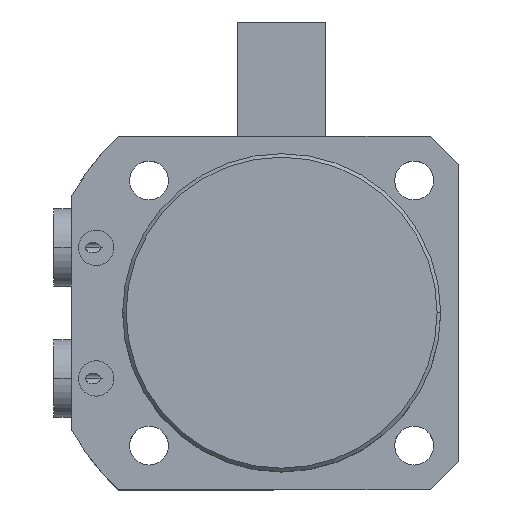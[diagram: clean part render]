
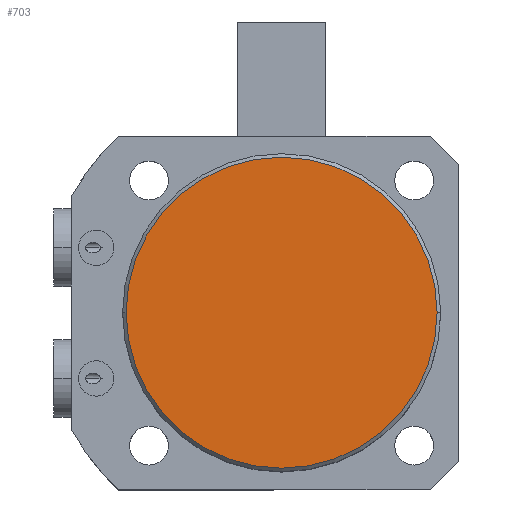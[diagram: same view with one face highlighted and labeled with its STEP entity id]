
A CAD part, top view. The second image highlights one B-rep face of the part: STEP entity #703.
In plain terms, the highlighted planar face has unit normal (0, 0, 1).
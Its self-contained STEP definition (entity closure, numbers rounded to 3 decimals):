
#15 = DIRECTION ( 'NONE',  ( 1., 0., 0. ) ) ;
#46 = DIRECTION ( 'NONE',  ( 0., 0., 1. ) ) ;
#72 = CARTESIAN_POINT ( 'NONE',  ( 0., 0., 81. ) ) ;
#703 = ADVANCED_FACE ( 'NONE', ( #8944 ), #8861, .T. ) ;
#1075 = DIRECTION ( 'NONE',  ( 1., 0., 0. ) ) ;
#1110 = DIRECTION ( 'NONE',  ( 0., 0., 1. ) ) ;
#1158 = CARTESIAN_POINT ( 'NONE',  ( 0., 0., 81. ) ) ;
#1566 = CARTESIAN_POINT ( 'NONE',  ( -44., 0., 81. ) ) ;
#2615 = EDGE_CURVE ( 'NONE', #2893, #7986, #6442, .T. ) ;
#2893 = VERTEX_POINT ( 'NONE', #1566 ) ;
#3013 = AXIS2_PLACEMENT_3D ( 'NONE', #1158, #1110, #1075 ) ;
#3474 = CIRCLE ( 'NONE', #3639, 44. ) ;
#3639 = AXIS2_PLACEMENT_3D ( 'NONE', #72, #46, #15 ) ;
#4971 = EDGE_CURVE ( 'NONE', #7986, #2893, #3474, .T. ) ;
#6253 = ORIENTED_EDGE ( 'NONE', *, *, #2615, .T. ) ;
#6442 = CIRCLE ( 'NONE', #3013, 44. ) ;
#6618 = EDGE_LOOP ( 'NONE', ( #6253, #8268 ) ) ;
#7971 = AXIS2_PLACEMENT_3D ( 'NONE', #8786, #8749, #8734 ) ;
#7986 = VERTEX_POINT ( 'NONE', #8847 ) ;
#8268 = ORIENTED_EDGE ( 'NONE', *, *, #4971, .T. ) ;
#8734 = DIRECTION ( 'NONE',  ( 1., 0., 0. ) ) ;
#8749 = DIRECTION ( 'NONE',  ( 0., 0., 1. ) ) ;
#8786 = CARTESIAN_POINT ( 'NONE',  ( 0., 0., 81. ) ) ;
#8847 = CARTESIAN_POINT ( 'NONE',  ( 44., 0., 81. ) ) ;
#8861 = PLANE ( 'NONE',  #7971 ) ;
#8944 = FACE_OUTER_BOUND ( 'NONE', #6618, .T. ) ;
